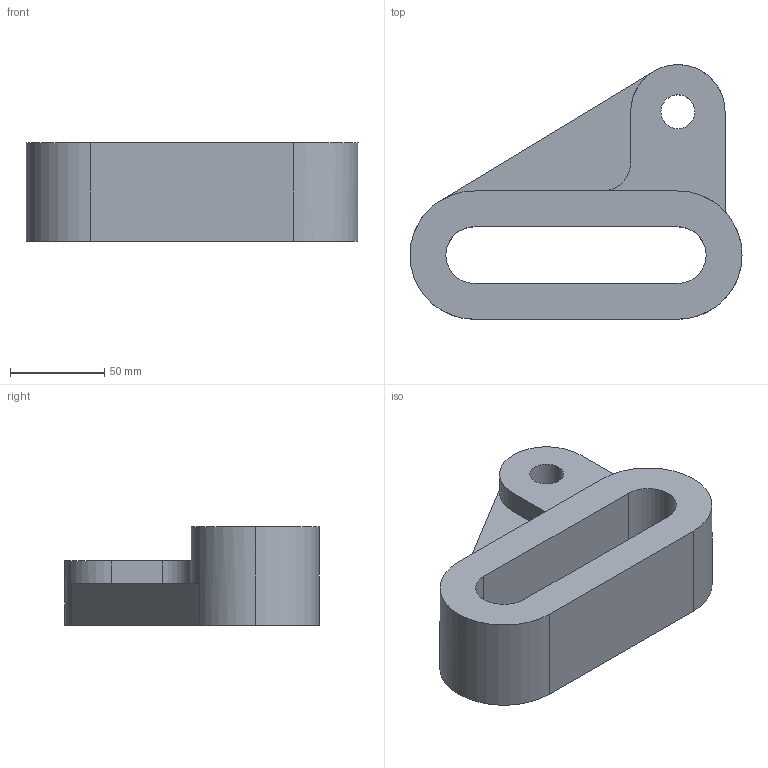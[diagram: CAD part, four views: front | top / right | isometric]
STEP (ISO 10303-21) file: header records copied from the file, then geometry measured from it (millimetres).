
FILE_DESCRIPTION (( 'STEP AP214' ), '1' );
FILE_NAME ('3D 翱蝗 4廓.STEP', '2018-03-23T05:11:24', ( '' ), ( '' ), 'SwSTEP 2.0', 'SolidWorks 2017', '' );
FILE_SCHEMA (( 'AUTOMOTIVE_DESIGN' ));
Length unit declared in the file: millimetre
Products named in the file (1): 3D 翱蝗 4廓
Bounding box: 176 x 135 x 52 mm (x, y, z)
Volume: 522991.7 mm3; surface area: 68735.6 mm2
Topology: 1 solids, 1 shells, 21 faces, 57 edges, 38 vertices
Faces by surface type: plane 11, cylinder 10
Entity records: 716 total; most frequent: DIRECTION 124, CARTESIAN_POINT 117, ORIENTED_EDGE 114, EDGE_CURVE 57, AXIS2_PLACEMENT_3D 45, VERTEX_POINT 38, LINE 34, VECTOR 34
